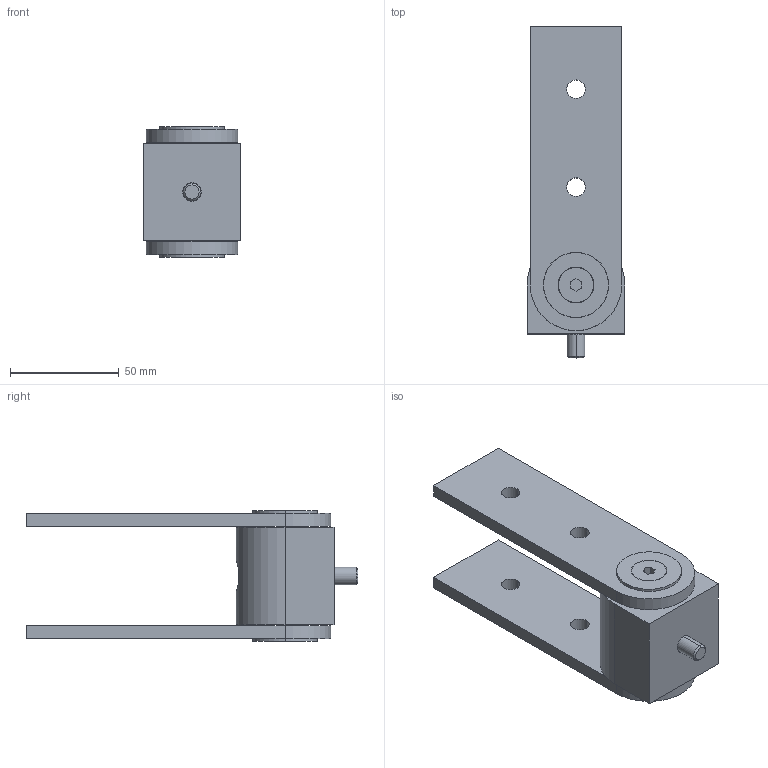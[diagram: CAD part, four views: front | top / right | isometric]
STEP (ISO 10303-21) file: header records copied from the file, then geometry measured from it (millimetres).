
FILE_DESCRIPTION (( 'STEP AP214' ), '1' );
FILE_NAME ('61214741', '2019-02-04T08:22:32', ( '' ), ('JUGARD+KÜNSTNER GmbH'), 'SwSTEP 2.0', 'SolidWorks 2017', '' );
FILE_SCHEMA (( 'AUTOMOTIVE_DESIGN' ));
Length unit declared in the file: millimetre
Products named in the file (6): Kopie von DIN 912 M8x25^61214741; Kopie von Laschen_2^61214741; 61214741_CNAJF00; Kopie von Lasche 45_3^Kopie von Laschen_2_61214741; Kopie von Gelenk_5^61214741; Kopie von Lasche 45_4^Kopie von Laschen_2_61214741
Assembly tree (5 placements, depth 3):
  61214741_CNAJF00
    Kopie von Gelenk_5^61214741
    Kopie von Laschen_2^61214741
      Kopie von Lasche 45_3^Kopie von Laschen_2_61214741
      Kopie von Lasche 45_4^Kopie von Laschen_2_61214741
    Kopie von DIN 912 M8x25^61214741
Bounding box: 45 x 152.5 x 59.9 mm (x, y, z)
Volume: 145321.5 mm3; surface area: 43720.5 mm2
Topology: 4 solids, 4 shells, 97 faces, 224 edges, 148 vertices
Faces by surface type: plane 50, cylinder 43, bspline 2, cone 2
Entity records: 3485 total; most frequent: CARTESIAN_POINT 733, DIRECTION 504, ORIENTED_EDGE 448, EDGE_CURVE 224, AXIS2_PLACEMENT_3D 188, VERTEX_POINT 148, LINE 128, VECTOR 128
